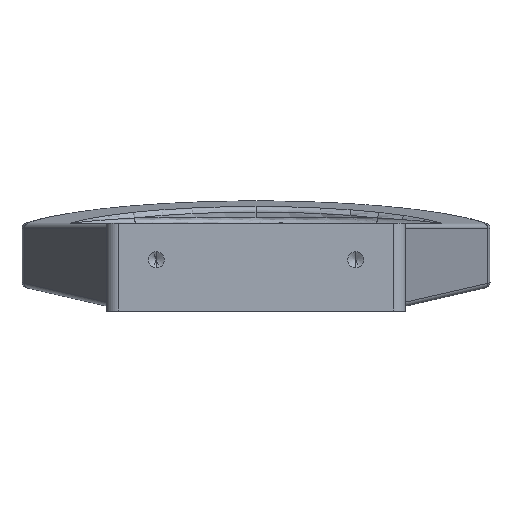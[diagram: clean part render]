
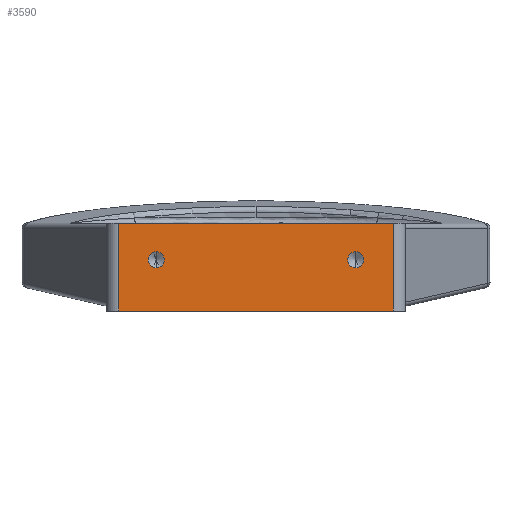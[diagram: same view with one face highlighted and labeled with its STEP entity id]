
A CAD part, left-side view. The second image highlights one B-rep face of the part: STEP entity #3590.
In plain terms, the highlighted planar face has unit normal (-1, 0, 0).
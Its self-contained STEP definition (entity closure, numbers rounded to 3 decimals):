
#149 = VERTEX_POINT ( 'NONE', #2022 ) ;
#176 = EDGE_LOOP ( 'NONE', ( #1849, #1038 ) ) ;
#232 = VECTOR ( 'NONE', #1576, 1000. ) ;
#269 = ORIENTED_EDGE ( 'NONE', *, *, #857, .T. ) ;
#333 = ORIENTED_EDGE ( 'NONE', *, *, #3361, .F. ) ;
#384 = CARTESIAN_POINT ( 'NONE',  ( -38.194, -20.5, 10.5 ) ) ;
#454 = FACE_BOUND ( 'NONE', #1912, .T. ) ;
#481 = VERTEX_POINT ( 'NONE', #2615 ) ;
#490 = FACE_OUTER_BOUND ( 'NONE', #1391, .T. ) ;
#508 = AXIS2_PLACEMENT_3D ( 'NONE', #384, #2044, #1491 ) ;
#666 = DIRECTION ( 'NONE',  ( -1., 0., 0. ) ) ;
#681 = EDGE_CURVE ( 'NONE', #149, #1754, #3323, .T. ) ;
#730 = LINE ( 'NONE', #1858, #232 ) ;
#799 = VERTEX_POINT ( 'NONE', #1584 ) ;
#827 = CARTESIAN_POINT ( 'NONE',  ( -38.194, -28.183, 18. ) ) ;
#852 = CARTESIAN_POINT ( 'NONE',  ( -38.194, 28.183, 0. ) ) ;
#857 = EDGE_CURVE ( 'NONE', #2553, #799, #2267, .T. ) ;
#878 = CARTESIAN_POINT ( 'NONE',  ( -38.194, 20.5, 10.5 ) ) ;
#1016 = ORIENTED_EDGE ( 'NONE', *, *, #2137, .T. ) ;
#1036 = VECTOR ( 'NONE', #2768, 1000. ) ;
#1038 = ORIENTED_EDGE ( 'NONE', *, *, #2790, .F. ) ;
#1086 = CARTESIAN_POINT ( 'NONE',  ( -38.194, 30.683, 0. ) ) ;
#1091 = VERTEX_POINT ( 'NONE', #2725 ) ;
#1097 = ORIENTED_EDGE ( 'NONE', *, *, #1297, .F. ) ;
#1139 = EDGE_CURVE ( 'NONE', #149, #2553, #730, .T. ) ;
#1164 = DIRECTION ( 'NONE',  ( -1., 0., 0. ) ) ;
#1195 = VECTOR ( 'NONE', #1658, 1000. ) ;
#1198 = DIRECTION ( 'NONE',  ( 0., -1., 0. ) ) ;
#1266 = DIRECTION ( 'NONE',  ( 0., 0., 1. ) ) ;
#1297 = EDGE_CURVE ( 'NONE', #1091, #2806, #2705, .T. ) ;
#1391 = EDGE_LOOP ( 'NONE', ( #269, #1016, #2876, #3027 ) ) ;
#1402 = AXIS2_PLACEMENT_3D ( 'NONE', #1409, #1164, #2270 ) ;
#1409 = CARTESIAN_POINT ( 'NONE',  ( -38.194, -20.5, 10.5 ) ) ;
#1491 = DIRECTION ( 'NONE',  ( 0., 0., 1. ) ) ;
#1576 = DIRECTION ( 'NONE',  ( 0., 0., -1. ) ) ;
#1578 = CARTESIAN_POINT ( 'NONE',  ( -38.194, 30.683, 18. ) ) ;
#1584 = CARTESIAN_POINT ( 'NONE',  ( -38.194, -28.183, 0. ) ) ;
#1597 = FACE_BOUND ( 'NONE', #176, .T. ) ;
#1617 = DIRECTION ( 'NONE',  ( 1., 0., 0. ) ) ;
#1631 = AXIS2_PLACEMENT_3D ( 'NONE', #878, #1783, #2008 ) ;
#1658 = DIRECTION ( 'NONE',  ( 0., -1., 0. ) ) ;
#1661 = CARTESIAN_POINT ( 'NONE',  ( -38.194, 20.5, 8.85 ) ) ;
#1754 = VERTEX_POINT ( 'NONE', #2822 ) ;
#1783 = DIRECTION ( 'NONE',  ( -1., 0., 0. ) ) ;
#1825 = CARTESIAN_POINT ( 'NONE',  ( -38.194, -20.5, 8.85 ) ) ;
#1844 = PLANE ( 'NONE',  #1890 ) ;
#1849 = ORIENTED_EDGE ( 'NONE', *, *, #3382, .F. ) ;
#1858 = CARTESIAN_POINT ( 'NONE',  ( -38.194, 28.183, 18. ) ) ;
#1890 = AXIS2_PLACEMENT_3D ( 'NONE', #1578, #1617, #2711 ) ;
#1912 = EDGE_LOOP ( 'NONE', ( #1097, #333 ) ) ;
#2008 = DIRECTION ( 'NONE',  ( 0., 0., 1. ) ) ;
#2022 = CARTESIAN_POINT ( 'NONE',  ( -38.194, 28.183, 18. ) ) ;
#2044 = DIRECTION ( 'NONE',  ( -1., 0., 0. ) ) ;
#2076 = CARTESIAN_POINT ( 'NONE',  ( -38.194, 20.5, 10.5 ) ) ;
#2102 = LINE ( 'NONE', #827, #1036 ) ;
#2104 = CIRCLE ( 'NONE', #508, 1.65 ) ;
#2137 = EDGE_CURVE ( 'NONE', #799, #1754, #2102, .T. ) ;
#2267 = LINE ( 'NONE', #1086, #1195 ) ;
#2270 = DIRECTION ( 'NONE',  ( 0., 0., 1. ) ) ;
#2553 = VERTEX_POINT ( 'NONE', #852 ) ;
#2615 = CARTESIAN_POINT ( 'NONE',  ( -38.194, -20.5, 12.15 ) ) ;
#2705 = CIRCLE ( 'NONE', #3519, 1.65 ) ;
#2711 = DIRECTION ( 'NONE',  ( 0., 0., -1. ) ) ;
#2725 = CARTESIAN_POINT ( 'NONE',  ( -38.194, 20.5, 12.15 ) ) ;
#2768 = DIRECTION ( 'NONE',  ( 0., 0., 1. ) ) ;
#2790 = EDGE_CURVE ( 'NONE', #3465, #481, #2984, .T. ) ;
#2806 = VERTEX_POINT ( 'NONE', #1661 ) ;
#2822 = CARTESIAN_POINT ( 'NONE',  ( -38.194, -28.183, 18. ) ) ;
#2876 = ORIENTED_EDGE ( 'NONE', *, *, #681, .F. ) ;
#2984 = CIRCLE ( 'NONE', #1402, 1.65 ) ;
#3027 = ORIENTED_EDGE ( 'NONE', *, *, #1139, .T. ) ;
#3224 = CIRCLE ( 'NONE', #1631, 1.65 ) ;
#3308 = VECTOR ( 'NONE', #1198, 1000. ) ;
#3323 = LINE ( 'NONE', #3603, #3308 ) ;
#3361 = EDGE_CURVE ( 'NONE', #2806, #1091, #3224, .T. ) ;
#3382 = EDGE_CURVE ( 'NONE', #481, #3465, #2104, .T. ) ;
#3465 = VERTEX_POINT ( 'NONE', #1825 ) ;
#3519 = AXIS2_PLACEMENT_3D ( 'NONE', #2076, #666, #1266 ) ;
#3590 = ADVANCED_FACE ( 'NONE', ( #490, #1597, #454 ), #1844, .F. ) ;
#3603 = CARTESIAN_POINT ( 'NONE',  ( -38.194, 30.683, 18. ) ) ;
